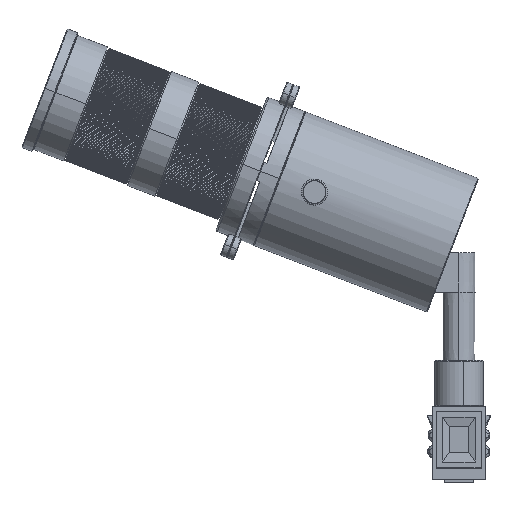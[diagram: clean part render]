
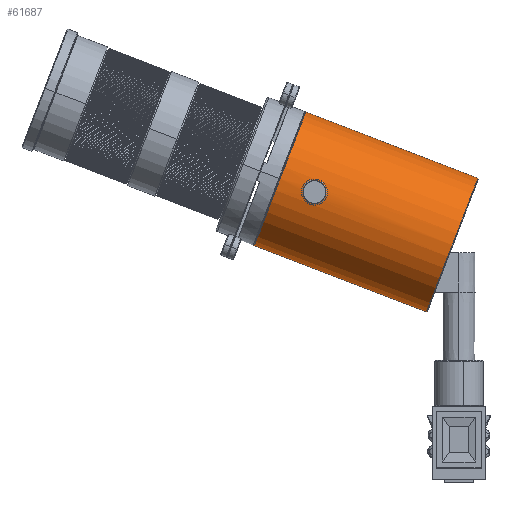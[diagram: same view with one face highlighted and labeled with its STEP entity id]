
A CAD part, left-side view. The second image highlights one B-rep face of the part: STEP entity #61687.
In plain terms, the highlighted cylindrical face has radius 22 mm (diameter 44 mm), a partial arc.
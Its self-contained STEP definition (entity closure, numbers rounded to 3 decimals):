
#681 = DIRECTION ( 'NONE',  ( 0., -1., 0. ) ) ;
#2960 = CARTESIAN_POINT ( 'NONE',  ( 0., 56.8, 22. ) ) ;
#7659 = DIRECTION ( 'NONE',  ( 0., 0., -1. ) ) ;
#8171 = CARTESIAN_POINT ( 'NONE',  ( -21.99, 10.167, 0.663 ) ) ;
#8689 = CARTESIAN_POINT ( 'NONE',  ( -21.981, 10.321, 0.913 ) ) ;
#9204 = CARTESIAN_POINT ( 'NONE',  ( -21.968, 10.596, -1.192 ) ) ;
#10010 = VERTEX_POINT ( 'NONE', #42221 ) ;
#15559 = FACE_BOUND ( 'NONE', #69540, .T. ) ;
#17743 = CARTESIAN_POINT ( 'NONE',  ( -21.997, 12.936, 0.388 ) ) ;
#19298 = CARTESIAN_POINT ( 'NONE',  ( -21.968, 12.412, -1.197 ) ) ;
#19567 = CARTESIAN_POINT ( 'NONE',  ( 0., 0., 0. ) ) ;
#19733 = CARTESIAN_POINT ( 'NONE',  ( -21.962, 10.757, -1.3 ) ) ;
#20764 = CARTESIAN_POINT ( 'NONE',  ( -21.949, 11.403, 1.498 ) ) ;
#21506 = CARTESIAN_POINT ( 'NONE',  ( 0., 56.8, 0. ) ) ;
#22490 = EDGE_CURVE ( 'NONE', #72814, #125891, #42236, .T. ) ;
#29783 = CARTESIAN_POINT ( 'NONE',  ( -21.988, 12.796, 0.755 ) ) ;
#29848 = VERTEX_POINT ( 'NONE', #2960 ) ;
#30788 = CARTESIAN_POINT ( 'NONE',  ( -21.988, 12.796, -0.754 ) ) ;
#31711 = CARTESIAN_POINT ( 'NONE',  ( -21.978, 10.382, 0.989 ) ) ;
#33242 = CARTESIAN_POINT ( 'NONE',  ( -21.949, 11.305, -1.498 ) ) ;
#33322 = CARTESIAN_POINT ( 'NONE',  ( -21.949, 11.694, 1.498 ) ) ;
#33907 = CARTESIAN_POINT ( 'NONE',  ( -21.949, 11.5, -1.498 ) ) ;
#34146 = CIRCLE ( 'NONE', #41381, 22. ) ;
#38463 = EDGE_CURVE ( 'NONE', #10010, #70915, #116785, .T. ) ;
#41381 = AXIS2_PLACEMENT_3D ( 'NONE', #67210, #114863, #7659 ) ;
#41744 = CARTESIAN_POINT ( 'NONE',  ( -21.952, 11.884, -1.45 ) ) ;
#42221 = CARTESIAN_POINT ( 'NONE',  ( -21.949, 11.5, 1.498 ) ) ;
#42236 = LINE ( 'NONE', #136882, #70276 ) ;
#44638 = EDGE_CURVE ( 'NONE', #29848, #72814, #99975, .T. ) ;
#44734 = CARTESIAN_POINT ( 'NONE',  ( -22., 10.017, -0.196 ) ) ;
#45474 = DIRECTION ( 'NONE',  ( 0., -1., 0. ) ) ;
#45824 = AXIS2_PLACEMENT_3D ( 'NONE', #21506, #45474, #119180 ) ;
#52613 = ORIENTED_EDGE ( 'NONE', *, *, #38463, .T. ) ;
#53413 = AXIS2_PLACEMENT_3D ( 'NONE', #19567, #79085, #91073 ) ;
#53522 = EDGE_CURVE ( 'NONE', #29848, #98940, #149600, .T. ) ;
#53761 = CARTESIAN_POINT ( 'NONE',  ( -21.954, 11.978, -1.421 ) ) ;
#56205 = CARTESIAN_POINT ( 'NONE',  ( -21.949, 11.5, 1.498 ) ) ;
#57115 = CARTESIAN_POINT ( 'NONE',  ( 0., 0.2, 22. ) ) ;
#61687 = ADVANCED_FACE ( 'NONE', ( #120264, #15559 ), #101591, .T. ) ;
#62202 = ORIENTED_EDGE ( 'NONE', *, *, #148933, .T. ) ;
#62933 = EDGE_CURVE ( 'NONE', #70915, #10010, #74531, .T. ) ;
#64732 = CARTESIAN_POINT ( 'NONE',  ( -21.995, 12.908, 0.481 ) ) ;
#66801 = CARTESIAN_POINT ( 'NONE',  ( -21.999, 12.973, 0.196 ) ) ;
#67210 = CARTESIAN_POINT ( 'NONE',  ( 0., 0.2, 0. ) ) ;
#67719 = CARTESIAN_POINT ( 'NONE',  ( -21.961, 10.752, 1.308 ) ) ;
#68237 = CARTESIAN_POINT ( 'NONE',  ( -22., 10.017, 0.097 ) ) ;
#68758 = CARTESIAN_POINT ( 'NONE',  ( -21.988, 10.204, -0.754 ) ) ;
#69540 = EDGE_LOOP ( 'NONE', ( #91315, #52613 ) ) ;
#70276 = VECTOR ( 'NONE', #101263, 1000. ) ;
#70915 = VERTEX_POINT ( 'NONE', #33907 ) ;
#72814 = VERTEX_POINT ( 'NONE', #146318 ) ;
#74531 = B_SPLINE_CURVE_WITH_KNOTS ( 'NONE', 3,
 ( #101824, #137990, #102354, #41744, #53761, #124379, #19298, #89302, #30788, #136431, #78830, #138508, #66801, #17743, #64732, #29783, #150541, #113412, #125416, #137462, #33322, #129021 ),
 .UNSPECIFIED., .F., .F.,
 ( 4, 2, 2, 2, 2, 2, 2, 2, 2, 2, 4 ),
 ( 0., 0.031, 0.063, 0.125, 0.188, 0.25, 0.281, 0.313, 0.375, 0.438, 0.5 ),
 .UNSPECIFIED. ) ;
#78830 = CARTESIAN_POINT ( 'NONE',  ( -22., 12.983, -0.197 ) ) ;
#79085 = DIRECTION ( 'NONE',  ( 0., -1., 0. ) ) ;
#80019 = ORIENTED_EDGE ( 'NONE', *, *, #44638, .T. ) ;
#82177 = VECTOR ( 'NONE', #681, 1000. ) ;
#84311 = CARTESIAN_POINT ( 'NONE',  ( 0., 0., 22. ) ) ;
#89302 = CARTESIAN_POINT ( 'NONE',  ( -21.981, 12.685, -0.921 ) ) ;
#91073 = DIRECTION ( 'NONE',  ( 0., 0., -1. ) ) ;
#91236 = CARTESIAN_POINT ( 'NONE',  ( -21.981, 10.314, -0.92 ) ) ;
#91315 = ORIENTED_EDGE ( 'NONE', *, *, #62933, .T. ) ;
#92771 = CARTESIAN_POINT ( 'NONE',  ( -21.959, 10.842, -1.346 ) ) ;
#93278 = CARTESIAN_POINT ( 'NONE',  ( -21.95, 11.304, 1.488 ) ) ;
#95776 = ORIENTED_EDGE ( 'NONE', *, *, #53522, .F. ) ;
#98940 = VERTEX_POINT ( 'NONE', #57115 ) ;
#99975 = CIRCLE ( 'NONE', #45824, 22. ) ;
#101263 = DIRECTION ( 'NONE',  ( 0., -1., 0. ) ) ;
#101591 = CYLINDRICAL_SURFACE ( 'NONE', #53413, 22. ) ;
#101824 = CARTESIAN_POINT ( 'NONE',  ( -21.949, 11.5, -1.498 ) ) ;
#102354 = CARTESIAN_POINT ( 'NONE',  ( -21.95, 11.694, -1.488 ) ) ;
#103817 = CARTESIAN_POINT ( 'NONE',  ( -21.997, 10.065, 0.389 ) ) ;
#104334 = CARTESIAN_POINT ( 'NONE',  ( -21.987, 10.213, 0.751 ) ) ;
#104865 = CARTESIAN_POINT ( 'NONE',  ( -21.952, 11.113, -1.46 ) ) ;
#105364 = CARTESIAN_POINT ( 'NONE',  ( -21.968, 10.588, 1.198 ) ) ;
#113412 = CARTESIAN_POINT ( 'NONE',  ( -21.968, 12.412, 1.198 ) ) ;
#114863 = DIRECTION ( 'NONE',  ( 0., 1., 0. ) ) ;
#116785 = B_SPLINE_CURVE_WITH_KNOTS ( 'NONE', 3,
 ( #56205, #20764, #93278, #117395, #139945, #67719, #105364, #31711, #8689, #104334, #8171, #139439, #103817, #153543, #68237, #44734, #140477, #68758, #91236, #127369, #9204, #19733, #92771, #104865, #33242, #129421 ),
 .UNSPECIFIED., .F., .F.,
 ( 4, 2, 2, 2, 2, 2, 2, 2, 2, 2, 2, 2, 4 ),
 ( 0.5, 0.531, 0.563, 0.625, 0.656, 0.688, 0.719, 0.75, 0.812, 0.875, 0.906, 0.937, 1. ),
 .UNSPECIFIED. ) ;
#117395 = CARTESIAN_POINT ( 'NONE',  ( -21.952, 11.115, 1.45 ) ) ;
#117552 = EDGE_LOOP ( 'NONE', ( #95776, #80019, #150960, #62202 ) ) ;
#119180 = DIRECTION ( 'NONE',  ( 0., 0., 1. ) ) ;
#120264 = FACE_OUTER_BOUND ( 'NONE', #117552, .T. ) ;
#124379 = CARTESIAN_POINT ( 'NONE',  ( -21.961, 12.247, -1.309 ) ) ;
#125416 = CARTESIAN_POINT ( 'NONE',  ( -21.961, 12.247, 1.309 ) ) ;
#125891 = VERTEX_POINT ( 'NONE', #153877 ) ;
#127369 = CARTESIAN_POINT ( 'NONE',  ( -21.971, 10.52, -1.129 ) ) ;
#129021 = CARTESIAN_POINT ( 'NONE',  ( -21.949, 11.5, 1.498 ) ) ;
#129421 = CARTESIAN_POINT ( 'NONE',  ( -21.949, 11.5, -1.498 ) ) ;
#136431 = CARTESIAN_POINT ( 'NONE',  ( -21.997, 12.944, -0.393 ) ) ;
#136882 = CARTESIAN_POINT ( 'NONE',  ( 0., 0., -22. ) ) ;
#137462 = CARTESIAN_POINT ( 'NONE',  ( -21.952, 11.889, 1.459 ) ) ;
#137990 = CARTESIAN_POINT ( 'NONE',  ( -21.949, 11.597, -1.498 ) ) ;
#138508 = CARTESIAN_POINT ( 'NONE',  ( -22., 12.983, 0.097 ) ) ;
#139439 = CARTESIAN_POINT ( 'NONE',  ( -21.995, 10.093, 0.482 ) ) ;
#139945 = CARTESIAN_POINT ( 'NONE',  ( -21.954, 11.022, 1.422 ) ) ;
#140477 = CARTESIAN_POINT ( 'NONE',  ( -21.997, 10.056, -0.393 ) ) ;
#146318 = CARTESIAN_POINT ( 'NONE',  ( 0., 56.8, -22. ) ) ;
#148933 = EDGE_CURVE ( 'NONE', #125891, #98940, #34146, .T. ) ;
#149600 = LINE ( 'NONE', #84311, #82177 ) ;
#150541 = CARTESIAN_POINT ( 'NONE',  ( -21.981, 12.687, 0.92 ) ) ;
#150960 = ORIENTED_EDGE ( 'NONE', *, *, #22490, .T. ) ;
#153543 = CARTESIAN_POINT ( 'NONE',  ( -21.999, 10.026, 0.196 ) ) ;
#153877 = CARTESIAN_POINT ( 'NONE',  ( 0., 0.2, -22. ) ) ;
